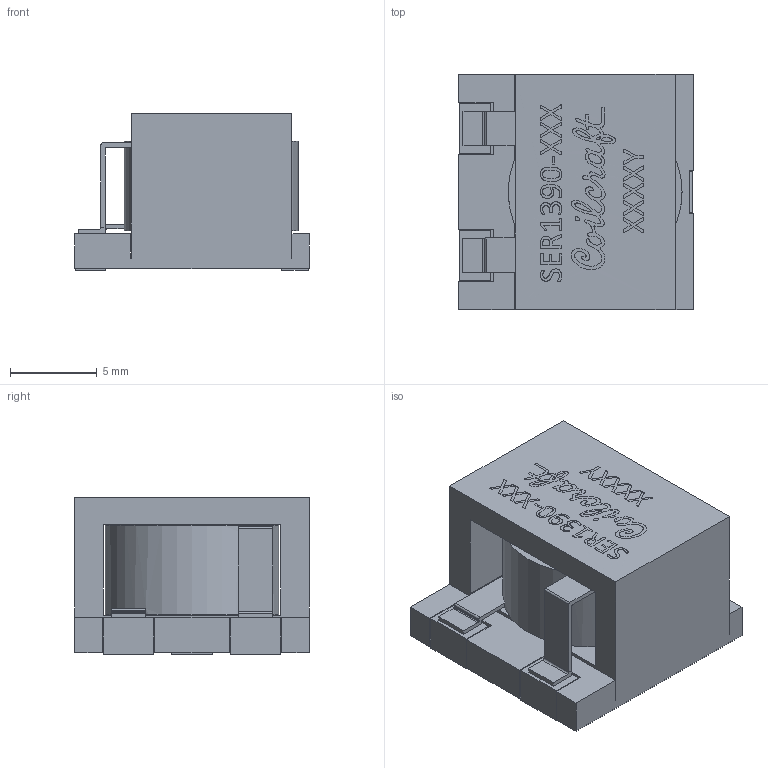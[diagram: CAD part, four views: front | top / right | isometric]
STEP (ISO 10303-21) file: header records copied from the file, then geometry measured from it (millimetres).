
FILE_DESCRIPTION(('FreeCAD Model'),'2;1');
FILE_NAME('Fusion.step','2017-09-26T11:22:53',( 'kicad StepUp'),('ksu MCAD'),'Open CASCADE STEP processor 6.8', 'FreeCAD','Unknown');
FILE_SCHEMA(('AUTOMOTIVE_DESIGN_CC2 { 1 2 10303 214 -1 1 5 4 }'));
Length unit declared in the file: millimetre
Products named in the file (2): ASSEMBLY; Fusion
Assembly tree (1 placements, depth 2):
  ASSEMBLY
    Fusion
Bounding box: 13.5 x 13.5 x 9 mm (x, y, z)
Surface area: 1423.9 mm2 (no closed solid volume)
Topology: 0 solids, 2 shells, 541 faces, 1360 edges, 851 vertices
Faces by surface type: bspline 320, plane 210, cylinder 11
Entity records: 26721 total; most frequent: CARTESIAN_POINT 12252, ORIENTED_EDGE 2716, EDGE_CURVE 1360, DIRECTION 1190, VERTEX_POINT 851, LINE 692, VECTOR 692, B_SPLINE_CURVE_WITH_KNOTS 642
